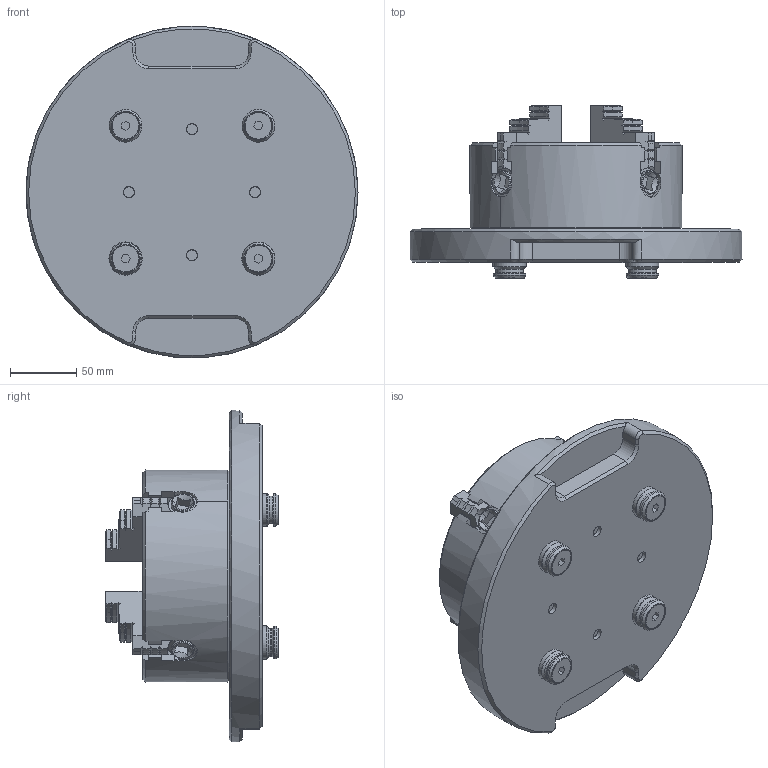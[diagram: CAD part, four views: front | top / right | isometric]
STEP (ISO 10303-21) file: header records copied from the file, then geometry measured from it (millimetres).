
FILE_DESCRIPTION (( 'STEP AP214' ), '1' );
FILE_NAME ('STARK_805 103_A.STEP', '2021-02-16T10:31:48', ( '' ), ( '' ), 'SwSTEP 2.0', 'SolidWorks 2019', '' );
FILE_SCHEMA (( 'AUTOMOTIVE_DESIGN' ));
Length unit declared in the file: millimetre
Products named in the file (12): 040-988-.. Roh-Palette Ø250x25 STARK.easyclick 4f-Stm100_040-988-02 DM 250 Dreibackenfutter MACK; Schraube Din 912_Schraube Din 912 M10x 75; STARK_805 103_A; 7000 100 EZN SPEEDY easy click NP 068-107_EZN STARK.easyclick NP; 804 266 Nippelbefestigungsvariante E 045-364-01_804 266; 4-Backenfutter MACK ZE-4100-160_951 569 4 Backenfutter MACK; Senk-Schraube Din 7991_Schraube Din 7991 M10x 35; ZE-4100-160.STEP; 7000 102 EZN SPEEDY easy click OZ 068-112_7000 102 - 068-112; 7000 101 EZN SPEEDY easy click AG 068-111_7000 101 - 068-111; kazhao_____.STEP; part-Z_____.STEP
Assembly tree (24 placements, depth 4):
  STARK_805 103_A
    040-988-.. Roh-Palette Ø250x25 STARK.easyclick 4f-Stm100_040-988-02 DM 250 Dreibackenfutter MACK
    7000 100 EZN SPEEDY easy click NP 068-107_EZN STARK.easyclick NP
    7000 101 EZN SPEEDY easy click AG 068-111_7000 101 - 068-111
    7000 102 EZN SPEEDY easy click OZ 068-112_7000 102 - 068-112  x2
    804 266 Nippelbefestigungsvariante E 045-364-01_804 266  x4
    Senk-Schraube Din 7991_Schraube Din 7991 M10x 35  x4
    4-Backenfutter MACK ZE-4100-160_951 569 4 Backenfutter MACK
      ZE-4100-160.STEP
        part-Z_____.STEP
        kazhao_____.STEP  x4
    Schraube Din 912_Schraube Din 912 M10x 75  x4
Bounding box: 250 x 130.1 x 249.7 mm (x, y, z)
Volume: 2214767.4 mm3; surface area: 392942.3 mm2
Topology: 30 solids, 30 shells, 1447 faces, 3854 edges, 2513 vertices
Faces by surface type: cylinder 591, plane 372, cone 325, bspline 139, torus 20
Full cylindrical faces by diameter (mm): 4.1 x8, 8.5 x8, 10 x8, 10.2 x4, 12.2 x8, 16 x4, 20 x4, 20.5 x4, 20.7 x4, 21.5 x7, 22 x8, 24.6 x6, 25 x1, 29.8 x4, 30 x4, 250 x1
Entity records: 53225 total; most frequent: CARTESIAN_POINT 31357, ORIENTED_EDGE 4508, DIRECTION 3829, EDGE_CURVE 2254, VERTEX_POINT 1533, AXIS2_PLACEMENT_3D 1502, EDGE_LOOP 1105, FACE_OUTER_BOUND 979
